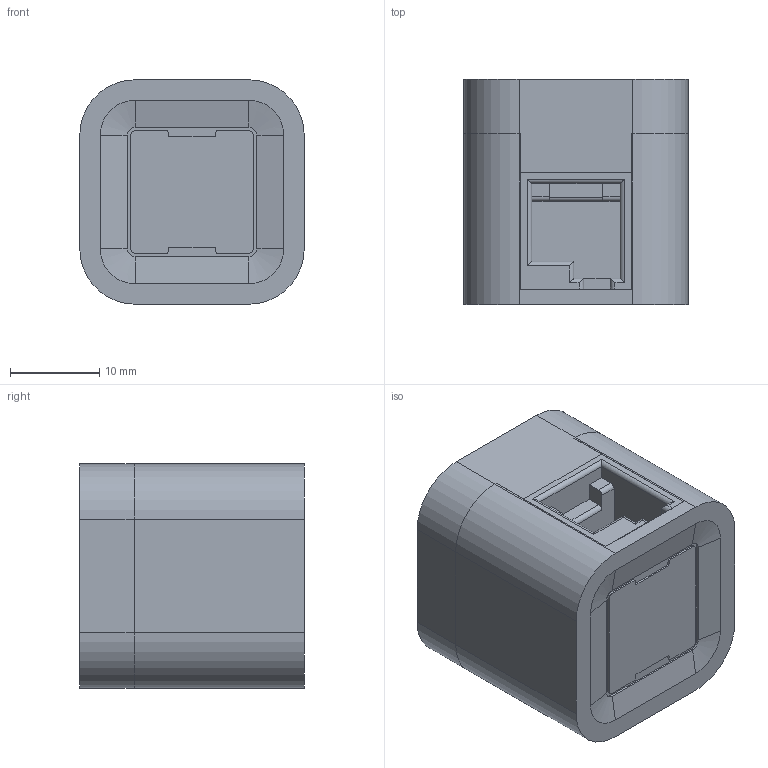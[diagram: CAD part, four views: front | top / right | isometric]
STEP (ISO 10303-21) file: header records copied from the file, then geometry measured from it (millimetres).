
FILE_DESCRIPTION((''),'2;1');
FILE_NAME('228-3014.STEP','2013-06-19T09:51:20',('art_dutra'),(''),'Autodesk Inventor 2013','Autodesk Inventor 2013','');
FILE_SCHEMA(('AUTOMOTIVE_DESIGN { 1 0 10303 214 1 1 1 1 }'));
Length unit declared in the file: millimetre
Products named in the file (5): Gyro; Bottom; Middle; Top; 228-2540-901
Assembly tree (4 placements, depth 2):
  Gyro
    Bottom
    Middle
    Top
    228-2540-901
Bounding box: 25.1 x 25.15 x 25.1 mm (x, y, z)
Volume: 10892.9 mm3; surface area: 8591.4 mm2
Topology: 4 solids, 4 shells, 200 faces, 531 edges, 346 vertices
Faces by surface type: plane 127, cylinder 69, cone 4
Full cylindrical faces by diameter (mm): 4.2 x5
Entity records: 6317 total; most frequent: CARTESIAN_POINT 1081, DIRECTION 1074, ORIENTED_EDGE 1052, EDGE_CURVE 526, VECTOR 396, LINE 396, VERTEX_POINT 346, AXIS2_PLACEMENT_3D 339
